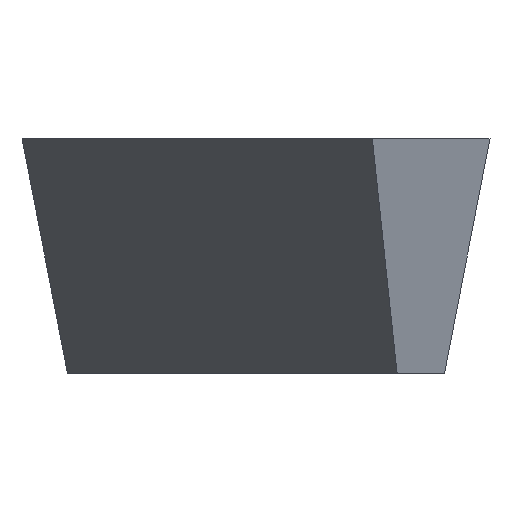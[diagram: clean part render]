
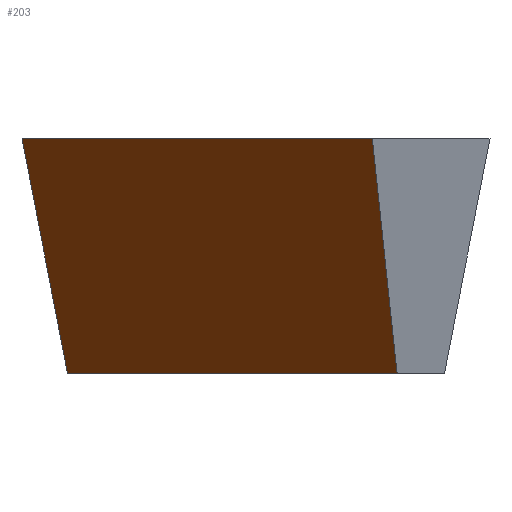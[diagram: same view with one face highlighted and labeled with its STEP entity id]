
A CAD part, left-side view. The second image highlights one B-rep face of the part: STEP entity #203.
In plain terms, the highlighted planar face has unit normal (-0.563, 0.804, -0.191).
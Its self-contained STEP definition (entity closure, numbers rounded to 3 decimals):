
#5 = VECTOR ( 'NONE', #65, 1000. ) ;
#7 = VERTEX_POINT ( 'NONE', #110 ) ;
#8 = EDGE_LOOP ( 'NONE', ( #204, #209, #214, #217 ) ) ;
#22 = LINE ( 'NONE', #88, #29 ) ;
#27 = LINE ( 'NONE', #67, #5 ) ;
#29 = VECTOR ( 'NONE', #63, 1000. ) ;
#36 = CARTESIAN_POINT ( 'NONE',  ( -7.788, -1.577, 0. ) ) ;
#63 = DIRECTION ( 'NONE',  ( -0.06, 0.19, 0.98 ) ) ;
#65 = DIRECTION ( 'NONE',  ( -0.183, 0.104, 0.978 ) ) ;
#67 = CARTESIAN_POINT ( 'NONE',  ( -7.788, -1.577, 0. ) ) ;
#72 = VECTOR ( 'NONE', #312, 1000. ) ;
#75 = DIRECTION ( 'NONE',  ( -0.563, 0.804, -0.191 ) ) ;
#88 = CARTESIAN_POINT ( 'NONE',  ( -1.001, 3.175, 0. ) ) ;
#98 = CARTESIAN_POINT ( 'NONE',  ( -7.788, -1.577, 0. ) ) ;
#110 = CARTESIAN_POINT ( 'NONE',  ( -1.001, 3.175, 0. ) ) ;
#119 = CARTESIAN_POINT ( 'NONE',  ( -7.788, -1.577, 0. ) ) ;
#124 = LINE ( 'NONE', #119, #72 ) ;
#139 = CARTESIAN_POINT ( 'NONE',  ( -7.434, -2.084, -3.18 ) ) ;
#142 = CARTESIAN_POINT ( 'NONE',  ( -0.806, 2.557, -3.18 ) ) ;
#153 = DIRECTION ( 'NONE',  ( -0.819, -0.574, 0. ) ) ;
#159 = LINE ( 'NONE', #139, #167 ) ;
#160 = DIRECTION ( 'NONE',  ( -0.819, -0.574, 0. ) ) ;
#162 = PLANE ( 'NONE',  #343 ) ;
#167 = VECTOR ( 'NONE', #153, 1000. ) ;
#169 = FACE_OUTER_BOUND ( 'NONE', #8, .T. ) ;
#203 = ADVANCED_FACE ( 'NONE', ( #169 ), #162, .T. ) ;
#204 = ORIENTED_EDGE ( 'NONE', *, *, #244, .F. ) ;
#208 = EDGE_CURVE ( 'NONE', #212, #243, #159, .T. ) ;
#209 = ORIENTED_EDGE ( 'NONE', *, *, #339, .F. ) ;
#212 = VERTEX_POINT ( 'NONE', #142 ) ;
#214 = ORIENTED_EDGE ( 'NONE', *, *, #208, .T. ) ;
#217 = ORIENTED_EDGE ( 'NONE', *, *, #332, .T. ) ;
#243 = VERTEX_POINT ( 'NONE', #300 ) ;
#244 = EDGE_CURVE ( 'NONE', #7, #294, #124, .T. ) ;
#294 = VERTEX_POINT ( 'NONE', #36 ) ;
#300 = CARTESIAN_POINT ( 'NONE',  ( -7.192, -1.915, -3.18 ) ) ;
#312 = DIRECTION ( 'NONE',  ( -0.819, -0.574, 0. ) ) ;
#332 = EDGE_CURVE ( 'NONE', #243, #294, #27, .T. ) ;
#339 = EDGE_CURVE ( 'NONE', #212, #7, #22, .T. ) ;
#343 = AXIS2_PLACEMENT_3D ( 'NONE', #98, #75, #160 ) ;
